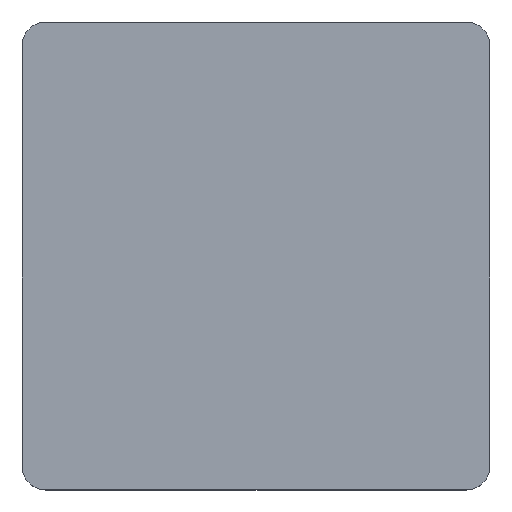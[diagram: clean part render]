
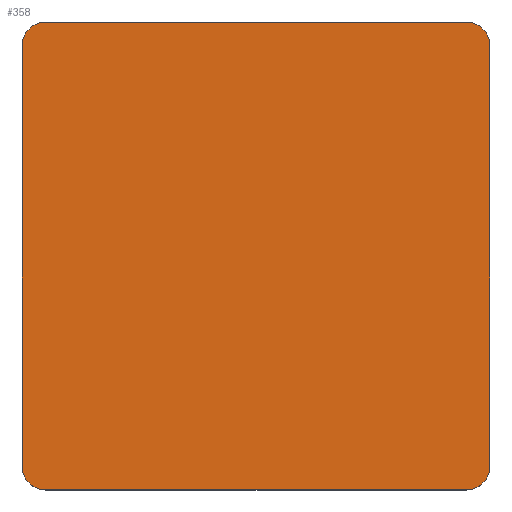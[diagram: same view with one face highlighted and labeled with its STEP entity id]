
A CAD part, top view. The second image highlights one B-rep face of the part: STEP entity #358.
In plain terms, the highlighted planar face has unit normal (0, 0, 1).
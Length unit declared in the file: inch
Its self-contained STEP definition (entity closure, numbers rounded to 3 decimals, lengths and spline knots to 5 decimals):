
#36=PLANE('',#426);
#58=FACE_OUTER_BOUND('',#84,.T.);
#84=EDGE_LOOP('',(#325,#326,#327,#328,#329,#330,#331,#332));
#100=LINE('',#624,#124);
#103=LINE('',#632,#127);
#106=LINE('',#640,#130);
#108=LINE('',#646,#132);
#124=VECTOR('',#516,0.3937);
#127=VECTOR('',#525,0.3937);
#130=VECTOR('',#534,0.3937);
#132=VECTOR('',#542,0.3937);
#153=CIRCLE('',#415,0.06);
#154=CIRCLE('',#418,0.06);
#155=CIRCLE('',#421,0.06);
#156=CIRCLE('',#424,0.06);
#181=VERTEX_POINT('',#616);
#182=VERTEX_POINT('',#617);
#183=VERTEX_POINT('',#622);
#184=VERTEX_POINT('',#626);
#185=VERTEX_POINT('',#630);
#186=VERTEX_POINT('',#634);
#187=VERTEX_POINT('',#638);
#188=VERTEX_POINT('',#642);
#221=EDGE_CURVE('',#181,#182,#153,.T.);
#225=EDGE_CURVE('',#181,#183,#100,.T.);
#226=EDGE_CURVE('',#184,#183,#154,.T.);
#229=EDGE_CURVE('',#184,#185,#103,.T.);
#230=EDGE_CURVE('',#186,#185,#155,.T.);
#233=EDGE_CURVE('',#186,#187,#106,.T.);
#234=EDGE_CURVE('',#188,#187,#156,.T.);
#236=EDGE_CURVE('',#188,#182,#108,.T.);
#325=ORIENTED_EDGE('',*,*,#221,.F.);
#326=ORIENTED_EDGE('',*,*,#225,.T.);
#327=ORIENTED_EDGE('',*,*,#226,.F.);
#328=ORIENTED_EDGE('',*,*,#229,.T.);
#329=ORIENTED_EDGE('',*,*,#230,.F.);
#330=ORIENTED_EDGE('',*,*,#233,.T.);
#331=ORIENTED_EDGE('',*,*,#234,.F.);
#332=ORIENTED_EDGE('',*,*,#236,.T.);
#358=ADVANCED_FACE('',(#58),#36,.T.);
#415=AXIS2_PLACEMENT_3D('',#618,#509,#510);
#418=AXIS2_PLACEMENT_3D('',#627,#519,#520);
#421=AXIS2_PLACEMENT_3D('',#635,#528,#529);
#424=AXIS2_PLACEMENT_3D('',#643,#537,#538);
#426=AXIS2_PLACEMENT_3D('',#647,#543,#544);
#509=DIRECTION('center_axis',(0.,0.,-1.));
#510=DIRECTION('ref_axis',(-0.707,-0.707,0.));
#516=DIRECTION('',(1.,0.,0.));
#519=DIRECTION('center_axis',(0.,0.,-1.));
#520=DIRECTION('ref_axis',(0.707,-0.707,0.));
#525=DIRECTION('',(0.,1.,0.));
#528=DIRECTION('center_axis',(0.,0.,-1.));
#529=DIRECTION('ref_axis',(0.707,0.707,0.));
#534=DIRECTION('',(-1.,0.,0.));
#537=DIRECTION('center_axis',(0.,0.,-1.));
#538=DIRECTION('ref_axis',(-0.707,0.707,0.));
#542=DIRECTION('',(0.,-1.,0.));
#543=DIRECTION('center_axis',(0.,0.,1.));
#544=DIRECTION('ref_axis',(1.,0.,0.));
#616=CARTESIAN_POINT('',(-0.53055,-0.59055,0.06));
#617=CARTESIAN_POINT('',(-0.59055,-0.53055,0.06));
#618=CARTESIAN_POINT('Origin',(-0.53055,-0.53055,0.06));
#622=CARTESIAN_POINT('',(0.53055,-0.59055,0.06));
#624=CARTESIAN_POINT('',(-0.59055,-0.59055,0.06));
#626=CARTESIAN_POINT('',(0.59055,-0.53055,0.06));
#627=CARTESIAN_POINT('Origin',(0.53055,-0.53055,0.06));
#630=CARTESIAN_POINT('',(0.59055,0.53055,0.06));
#632=CARTESIAN_POINT('',(0.59055,-0.59055,0.06));
#634=CARTESIAN_POINT('',(0.53055,0.59055,0.06));
#635=CARTESIAN_POINT('Origin',(0.53055,0.53055,0.06));
#638=CARTESIAN_POINT('',(-0.53055,0.59055,0.06));
#640=CARTESIAN_POINT('',(0.59055,0.59055,0.06));
#642=CARTESIAN_POINT('',(-0.59055,0.53055,0.06));
#643=CARTESIAN_POINT('Origin',(-0.53055,0.53055,0.06));
#646=CARTESIAN_POINT('',(-0.59055,0.59055,0.06));
#647=CARTESIAN_POINT('Origin',(0.,0.,0.06));
